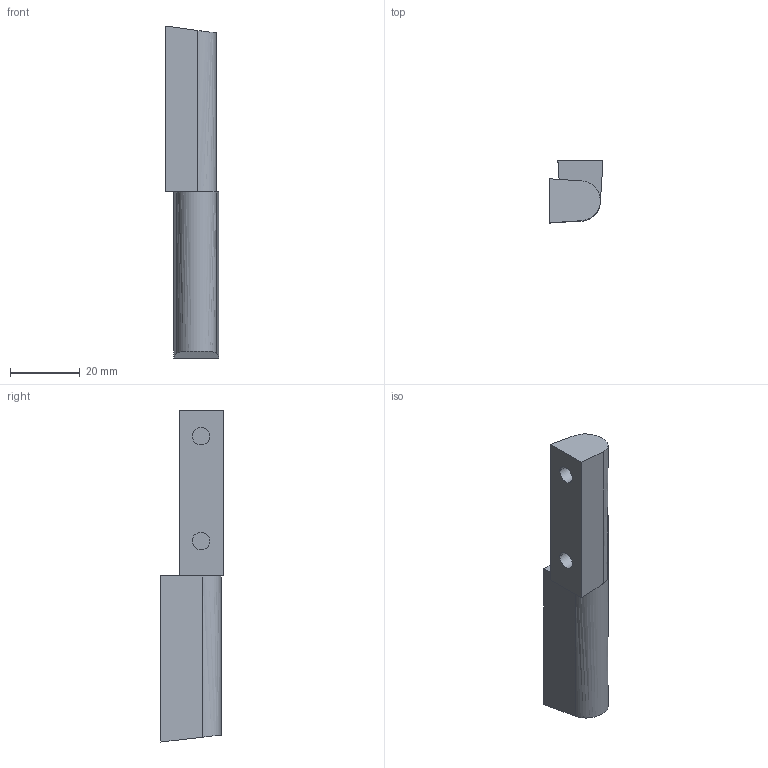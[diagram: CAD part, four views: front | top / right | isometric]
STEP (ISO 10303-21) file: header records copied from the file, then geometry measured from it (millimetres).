
FILE_DESCRIPTION((''),'2;1');
FILE_NAME('','2006-10-27T18:15:45',(''),(''),'','CADfix','');
FILE_SCHEMA(('AUTOMOTIVE_DESIGN'));
Length unit declared in the file: millimetre
Products named in the file (4): shaft; hinge pieces_B; hinge pieces_A; TEH_1079_U2_5564_36
Assembly tree (3 placements, depth 2):
  TEH_1079_U2_5564_36
    shaft
    hinge pieces_B
    hinge pieces_A
Bounding box: 15.45 x 17.8 x 95 mm (x, y, z)
Volume: 15597.5 mm3; surface area: 8889.6 mm2
Topology: 3 solids, 3 shells, 36 faces, 101 edges, 77 vertices
Faces by surface type: bspline 36
Entity records: 1351 total; most frequent: CARTESIAN_POINT 690, ORIENTED_EDGE 202, EDGE_CURVE 101, VERTEX_POINT 77, EDGE_LOOP 42, QUASI_UNIFORM_CURVE 36, FACE_OUTER_BOUND 36, ADVANCED_FACE 36
